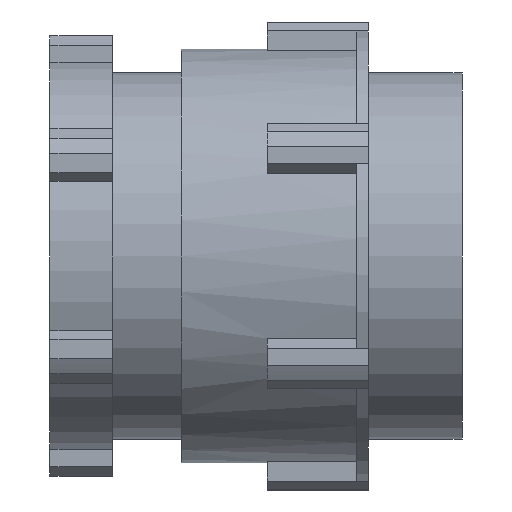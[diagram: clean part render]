
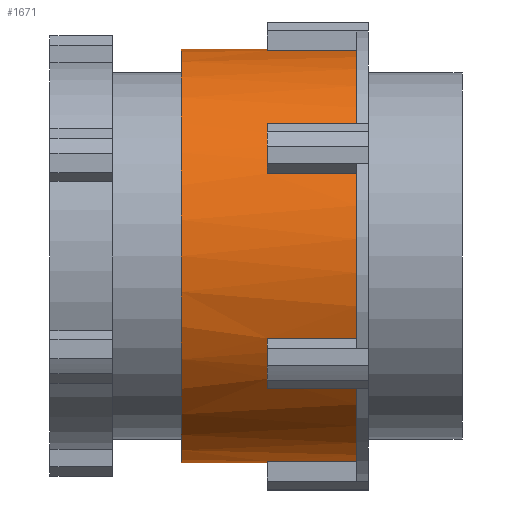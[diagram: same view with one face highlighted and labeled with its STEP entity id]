
A CAD part, left-side view. The second image highlights one B-rep face of the part: STEP entity #1671.
In plain terms, the highlighted cylindrical face has radius 26.5 mm (diameter 53 mm), a partial arc.
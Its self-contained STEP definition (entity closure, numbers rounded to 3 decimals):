
#17 = VERTEX_POINT ( 'NONE', #4076 ) ;
#48 = EDGE_CURVE ( 'NONE', #3416, #974, #2544, .T. ) ;
#59 = ORIENTED_EDGE ( 'NONE', *, *, #823, .T. ) ;
#61 = DIRECTION ( 'NONE',  ( 0., -1., 0. ) ) ;
#105 = ORIENTED_EDGE ( 'NONE', *, *, #1399, .F. ) ;
#107 = VERTEX_POINT ( 'NONE', #2528 ) ;
#178 = AXIS2_PLACEMENT_3D ( 'NONE', #3588, #3237, #3574 ) ;
#187 = AXIS2_PLACEMENT_3D ( 'NONE', #1085, #2067, #3667 ) ;
#199 = DIRECTION ( 'NONE',  ( 0., -1., 0. ) ) ;
#208 = EDGE_CURVE ( 'NONE', #1531, #632, #3666, .T. ) ;
#249 = DIRECTION ( 'NONE',  ( 0., -1., 0. ) ) ;
#286 = DIRECTION ( 'NONE',  ( 0., -1., 0. ) ) ;
#302 = CIRCLE ( 'NONE', #2689, 26.5 ) ;
#320 = VERTEX_POINT ( 'NONE', #3897 ) ;
#328 = CARTESIAN_POINT ( 'NONE',  ( 0., 25., 0. ) ) ;
#332 = DIRECTION ( 'NONE',  ( 0., -1., 0. ) ) ;
#358 = DIRECTION ( 'NONE',  ( 0., -1., 0. ) ) ;
#361 = CARTESIAN_POINT ( 'NONE',  ( 0., 0., 26.5 ) ) ;
#363 = CARTESIAN_POINT ( 'NONE',  ( -21.302, 25., -15.763 ) ) ;
#430 = ORIENTED_EDGE ( 'NONE', *, *, #208, .T. ) ;
#462 = CARTESIAN_POINT ( 'NONE',  ( 0., 25., 0. ) ) ;
#474 = DIRECTION ( 'NONE',  ( 0., -1., 0. ) ) ;
#505 = CARTESIAN_POINT ( 'NONE',  ( -3., 25., -26.33 ) ) ;
#610 = CARTESIAN_POINT ( 'NONE',  ( -3., 13.5, -26.33 ) ) ;
#611 = CARTESIAN_POINT ( 'NONE',  ( -24.302, 25., -10.567 ) ) ;
#632 = VERTEX_POINT ( 'NONE', #1230 ) ;
#635 = DIRECTION ( 'NONE',  ( 0., -1., 0. ) ) ;
#642 = CIRCLE ( 'NONE', #918, 26.5 ) ;
#679 = ORIENTED_EDGE ( 'NONE', *, *, #1255, .T. ) ;
#721 = EDGE_CURVE ( 'NONE', #2640, #743, #302, .T. ) ;
#743 = VERTEX_POINT ( 'NONE', #610 ) ;
#809 = ORIENTED_EDGE ( 'NONE', *, *, #721, .F. ) ;
#823 = EDGE_CURVE ( 'NONE', #107, #974, #3825, .T. ) ;
#865 = ORIENTED_EDGE ( 'NONE', *, *, #1187, .F. ) ;
#916 = CARTESIAN_POINT ( 'NONE',  ( -24.302, 25., -10.567 ) ) ;
#918 = AXIS2_PLACEMENT_3D ( 'NONE', #3166, #1910, #2492 ) ;
#937 = CARTESIAN_POINT ( 'NONE',  ( -3., 25., -26.33 ) ) ;
#974 = VERTEX_POINT ( 'NONE', #1934 ) ;
#1021 = LINE ( 'NONE', #361, #1463 ) ;
#1050 = VERTEX_POINT ( 'NONE', #3950 ) ;
#1085 = CARTESIAN_POINT ( 'NONE',  ( 0., 0., 0. ) ) ;
#1119 = VERTEX_POINT ( 'NONE', #3613 ) ;
#1187 = EDGE_CURVE ( 'NONE', #2675, #1050, #2657, .T. ) ;
#1204 = VECTOR ( 'NONE', #332, 1000. ) ;
#1213 = VERTEX_POINT ( 'NONE', #505 ) ;
#1230 = CARTESIAN_POINT ( 'NONE',  ( 0., 36., -26.5 ) ) ;
#1255 = EDGE_CURVE ( 'NONE', #1213, #743, #3722, .T. ) ;
#1276 = ORIENTED_EDGE ( 'NONE', *, *, #2478, .F. ) ;
#1293 = ORIENTED_EDGE ( 'NONE', *, *, #4038, .F. ) ;
#1326 = EDGE_CURVE ( 'NONE', #2359, #17, #1900, .T. ) ;
#1399 = EDGE_CURVE ( 'NONE', #2963, #2640, #2449, .T. ) ;
#1430 = DIRECTION ( 'NONE',  ( 0., 0., 1. ) ) ;
#1449 = EDGE_CURVE ( 'NONE', #632, #2114, #2806, .T. ) ;
#1463 = VECTOR ( 'NONE', #3845, 1000. ) ;
#1500 = CYLINDRICAL_SURFACE ( 'NONE', #187, 26.5 ) ;
#1517 = CARTESIAN_POINT ( 'NONE',  ( 0., 36., 26.5 ) ) ;
#1531 = VERTEX_POINT ( 'NONE', #1517 ) ;
#1583 = CARTESIAN_POINT ( 'NONE',  ( 0., 25., 0. ) ) ;
#1610 = CIRCLE ( 'NONE', #2805, 26.5 ) ;
#1671 = ADVANCED_FACE ( 'NONE', ( #1844 ), #1500, .T. ) ;
#1682 = EDGE_LOOP ( 'NONE', ( #1293, #430, #3293, #2632, #679, #809, #105, #3742, #2179, #3095, #865, #1276, #59, #2174, #2518, #1975 ) ) ;
#1781 = CARTESIAN_POINT ( 'NONE',  ( 0., 25., -26.5 ) ) ;
#1787 = CARTESIAN_POINT ( 'NONE',  ( -3., 25., 26.33 ) ) ;
#1818 = EDGE_CURVE ( 'NONE', #1119, #320, #2603, .T. ) ;
#1844 = FACE_OUTER_BOUND ( 'NONE', #1682, .T. ) ;
#1898 = EDGE_CURVE ( 'NONE', #1050, #17, #642, .T. ) ;
#1900 = LINE ( 'NONE', #611, #2097 ) ;
#1907 = DIRECTION ( 'NONE',  ( 0., -1., 0. ) ) ;
#1910 = DIRECTION ( 'NONE',  ( 0., -1., 0. ) ) ;
#1934 = CARTESIAN_POINT ( 'NONE',  ( -21.302, 13.5, 15.763 ) ) ;
#1956 = CARTESIAN_POINT ( 'NONE',  ( 0., 13.5, 0. ) ) ;
#1975 = ORIENTED_EDGE ( 'NONE', *, *, #1818, .F. ) ;
#2067 = DIRECTION ( 'NONE',  ( 0., -1., 0. ) ) ;
#2080 = DIRECTION ( 'NONE',  ( 0., -1., 0. ) ) ;
#2097 = VECTOR ( 'NONE', #2845, 1000. ) ;
#2114 = VERTEX_POINT ( 'NONE', #1781 ) ;
#2174 = ORIENTED_EDGE ( 'NONE', *, *, #48, .F. ) ;
#2179 = ORIENTED_EDGE ( 'NONE', *, *, #1326, .T. ) ;
#2275 = VECTOR ( 'NONE', #2080, 1000. ) ;
#2300 = VECTOR ( 'NONE', #199, 1000. ) ;
#2318 = DIRECTION ( 'NONE',  ( 0., -1., 0. ) ) ;
#2359 = VERTEX_POINT ( 'NONE', #916 ) ;
#2424 = EDGE_CURVE ( 'NONE', #2359, #2963, #2740, .T. ) ;
#2449 = LINE ( 'NONE', #363, #4069 ) ;
#2478 = EDGE_CURVE ( 'NONE', #107, #2675, #3509, .T. ) ;
#2492 = DIRECTION ( 'NONE',  ( 0., 0., -1. ) ) ;
#2518 = ORIENTED_EDGE ( 'NONE', *, *, #3524, .F. ) ;
#2528 = CARTESIAN_POINT ( 'NONE',  ( -21.302, 25., 15.763 ) ) ;
#2544 = CIRCLE ( 'NONE', #3854, 26.5 ) ;
#2603 = CIRCLE ( 'NONE', #4152, 26.5 ) ;
#2632 = ORIENTED_EDGE ( 'NONE', *, *, #3758, .F. ) ;
#2640 = VERTEX_POINT ( 'NONE', #3636 ) ;
#2646 = DIRECTION ( 'NONE',  ( 0., 0., -1. ) ) ;
#2657 = LINE ( 'NONE', #3119, #2300 ) ;
#2675 = VERTEX_POINT ( 'NONE', #3203 ) ;
#2685 = CARTESIAN_POINT ( 'NONE',  ( 0., 25., 0. ) ) ;
#2689 = AXIS2_PLACEMENT_3D ( 'NONE', #1956, #286, #4153 ) ;
#2694 = AXIS2_PLACEMENT_3D ( 'NONE', #328, #358, #2882 ) ;
#2740 = CIRCLE ( 'NONE', #2859, 26.5 ) ;
#2803 = CARTESIAN_POINT ( 'NONE',  ( 0., 13.5, 0. ) ) ;
#2805 = AXIS2_PLACEMENT_3D ( 'NONE', #462, #474, #1430 ) ;
#2806 = LINE ( 'NONE', #3892, #1204 ) ;
#2820 = DIRECTION ( 'NONE',  ( 0., 0., -1. ) ) ;
#2845 = DIRECTION ( 'NONE',  ( 0., -1., 0. ) ) ;
#2859 = AXIS2_PLACEMENT_3D ( 'NONE', #1583, #1907, #3467 ) ;
#2882 = DIRECTION ( 'NONE',  ( 0.866, 0., -0.5 ) ) ;
#2963 = VERTEX_POINT ( 'NONE', #3353 ) ;
#2977 = CARTESIAN_POINT ( 'NONE',  ( -3., 13.5, 26.33 ) ) ;
#3095 = ORIENTED_EDGE ( 'NONE', *, *, #1898, .F. ) ;
#3119 = CARTESIAN_POINT ( 'NONE',  ( -24.302, 25., 10.567 ) ) ;
#3138 = LINE ( 'NONE', #1787, #2275 ) ;
#3166 = CARTESIAN_POINT ( 'NONE',  ( 0., 13.5, 0. ) ) ;
#3203 = CARTESIAN_POINT ( 'NONE',  ( -24.302, 25., 10.567 ) ) ;
#3237 = DIRECTION ( 'NONE',  ( 0., -1., 0. ) ) ;
#3293 = ORIENTED_EDGE ( 'NONE', *, *, #1449, .T. ) ;
#3353 = CARTESIAN_POINT ( 'NONE',  ( -21.302, 25., -15.763 ) ) ;
#3416 = VERTEX_POINT ( 'NONE', #2977 ) ;
#3425 = VECTOR ( 'NONE', #61, 1000. ) ;
#3467 = DIRECTION ( 'NONE',  ( 0.866, 0., 0.5 ) ) ;
#3488 = DIRECTION ( 'NONE',  ( 0., -1., 0. ) ) ;
#3509 = CIRCLE ( 'NONE', #2694, 26.5 ) ;
#3524 = EDGE_CURVE ( 'NONE', #320, #3416, #3138, .T. ) ;
#3574 = DIRECTION ( 'NONE',  ( 0., 0., -1. ) ) ;
#3588 = CARTESIAN_POINT ( 'NONE',  ( 0., 36., 0. ) ) ;
#3596 = CARTESIAN_POINT ( 'NONE',  ( -21.302, 25., 15.763 ) ) ;
#3613 = CARTESIAN_POINT ( 'NONE',  ( 0., 25., 26.5 ) ) ;
#3636 = CARTESIAN_POINT ( 'NONE',  ( -21.302, 13.5, -15.763 ) ) ;
#3666 = CIRCLE ( 'NONE', #178, 26.5 ) ;
#3667 = DIRECTION ( 'NONE',  ( 0., 0., -1. ) ) ;
#3722 = LINE ( 'NONE', #937, #3774 ) ;
#3742 = ORIENTED_EDGE ( 'NONE', *, *, #2424, .F. ) ;
#3758 = EDGE_CURVE ( 'NONE', #1213, #2114, #1610, .T. ) ;
#3774 = VECTOR ( 'NONE', #3488, 1000. ) ;
#3825 = LINE ( 'NONE', #3596, #3425 ) ;
#3845 = DIRECTION ( 'NONE',  ( 0., -1., 0. ) ) ;
#3854 = AXIS2_PLACEMENT_3D ( 'NONE', #2803, #249, #2820 ) ;
#3892 = CARTESIAN_POINT ( 'NONE',  ( 0., 0., -26.5 ) ) ;
#3897 = CARTESIAN_POINT ( 'NONE',  ( -3., 25., 26.33 ) ) ;
#3950 = CARTESIAN_POINT ( 'NONE',  ( -24.302, 13.5, 10.567 ) ) ;
#4038 = EDGE_CURVE ( 'NONE', #1531, #1119, #1021, .T. ) ;
#4069 = VECTOR ( 'NONE', #635, 1000. ) ;
#4076 = CARTESIAN_POINT ( 'NONE',  ( -24.302, 13.5, -10.567 ) ) ;
#4152 = AXIS2_PLACEMENT_3D ( 'NONE', #2685, #2318, #2646 ) ;
#4153 = DIRECTION ( 'NONE',  ( 0., 0., -1. ) ) ;
